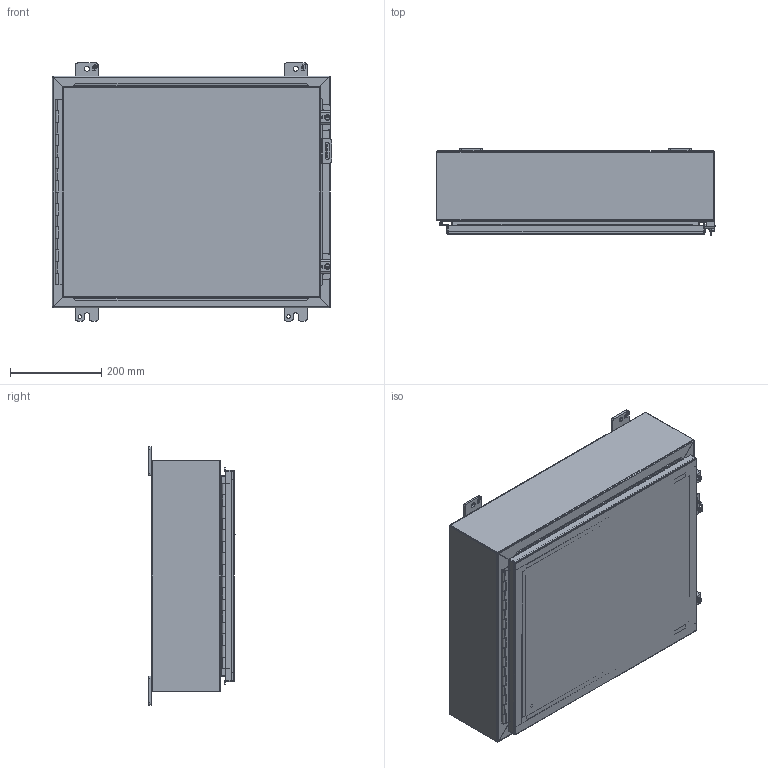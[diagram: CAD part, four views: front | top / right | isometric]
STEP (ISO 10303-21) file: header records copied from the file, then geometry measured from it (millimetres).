
FILE_DESCRIPTION (( 'STEP AP214' ), '1' );
FILE_NAME ('1418ER6.STEP', '2019-10-22T20:53:42', ( '' ), ( '' ), 'SwSTEP 2.0', 'SolidWorks 2019', '' );
FILE_SCHEMA (( 'AUTOMOTIVE_DESIGN' ));
Length unit declared in the file: inch
Products named in the file (1): 1418ER6
Bounding box: 612.77 x 188.9 x 565.15 mm (x, y, z)
Volume: 2886148.3 mm3; surface area: 2926946.6 mm2
Topology: 38 solids, 38 shells, 978 faces, 2455 edges, 1584 vertices
Faces by surface type: plane 671, cylinder 255, bspline 40, torus 8, cone 4
Full cylindrical faces by diameter (mm): 3.175 x1, 4.318 x1, 5.41 x2, 6.198 x2, 6.35 x2, 6.731 x2, 7.137 x2, 7.805 x2, 7.937 x4, 8.382 x4, 9.525 x4, 9.906 x2, 11.113 x4, 11.303 x2, 12.7 x6, 16.51 x4, 25.4 x2
Entity records: 43398 total; most frequent: CARTESIAN_POINT 7764, ORIENTED_EDGE 4786, DIRECTION 4617, EDGE_CURVE 2393, VECTOR 1815, LINE 1815, VERTEX_POINT 1584, AXIS2_PLACEMENT_3D 1401
